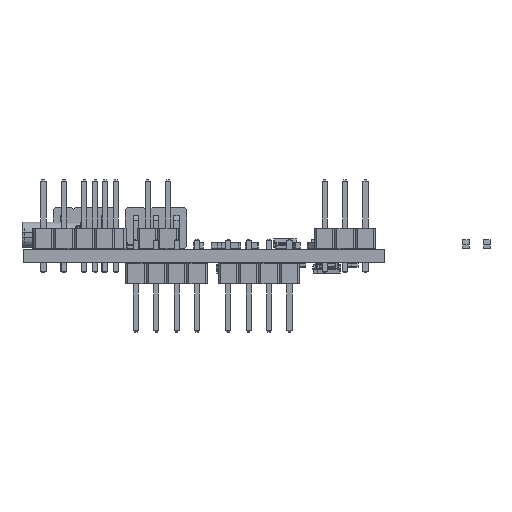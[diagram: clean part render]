
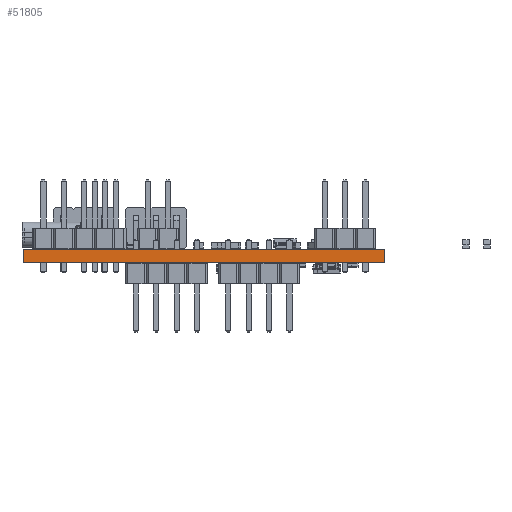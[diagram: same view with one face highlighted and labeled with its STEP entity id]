
A CAD part, left-side view. The second image highlights one B-rep face of the part: STEP entity #51805.
In plain terms, the highlighted planar face has unit normal (-1, 0, 0).
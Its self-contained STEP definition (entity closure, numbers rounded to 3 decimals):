
#51749 = VERTEX_POINT('',#51750);
#51750 = CARTESIAN_POINT('',(72.5,-78.5,1.67));
#51756 = EDGE_CURVE('',#51757,#51749,#51759,.T.);
#51757 = VERTEX_POINT('',#51758);
#51758 = CARTESIAN_POINT('',(72.5,-78.5,0.));
#51759 = LINE('',#51760,#51761);
#51760 = CARTESIAN_POINT('',(72.5,-78.5,0.));
#51761 = VECTOR('',#51762,1.);
#51762 = DIRECTION('',(0.,0.,1.));
#51805 = ADVANCED_FACE('',(#51806),#51831,.T.);
#51806 = FACE_BOUND('',#51807,.T.);
#51807 = EDGE_LOOP('',(#51808,#51809,#51817,#51825));
#51808 = ORIENTED_EDGE('',*,*,#51756,.T.);
#51809 = ORIENTED_EDGE('',*,*,#51810,.T.);
#51810 = EDGE_CURVE('',#51749,#51811,#51813,.T.);
#51811 = VERTEX_POINT('',#51812);
#51812 = CARTESIAN_POINT('',(72.5,-33.5,1.67));
#51813 = LINE('',#51814,#51815);
#51814 = CARTESIAN_POINT('',(72.5,-78.5,1.67));
#51815 = VECTOR('',#51816,1.);
#51816 = DIRECTION('',(0.,1.,0.));
#51817 = ORIENTED_EDGE('',*,*,#51818,.F.);
#51818 = EDGE_CURVE('',#51819,#51811,#51821,.T.);
#51819 = VERTEX_POINT('',#51820);
#51820 = CARTESIAN_POINT('',(72.5,-33.5,0.));
#51821 = LINE('',#51822,#51823);
#51822 = CARTESIAN_POINT('',(72.5,-33.5,0.));
#51823 = VECTOR('',#51824,1.);
#51824 = DIRECTION('',(0.,0.,1.));
#51825 = ORIENTED_EDGE('',*,*,#51826,.F.);
#51826 = EDGE_CURVE('',#51757,#51819,#51827,.T.);
#51827 = LINE('',#51828,#51829);
#51828 = CARTESIAN_POINT('',(72.5,-78.5,0.));
#51829 = VECTOR('',#51830,1.);
#51830 = DIRECTION('',(0.,1.,0.));
#51831 = PLANE('',#51832);
#51832 = AXIS2_PLACEMENT_3D('',#51833,#51834,#51835);
#51833 = CARTESIAN_POINT('',(72.5,-78.5,0.));
#51834 = DIRECTION('',(-1.,0.,0.));
#51835 = DIRECTION('',(0.,1.,0.));
